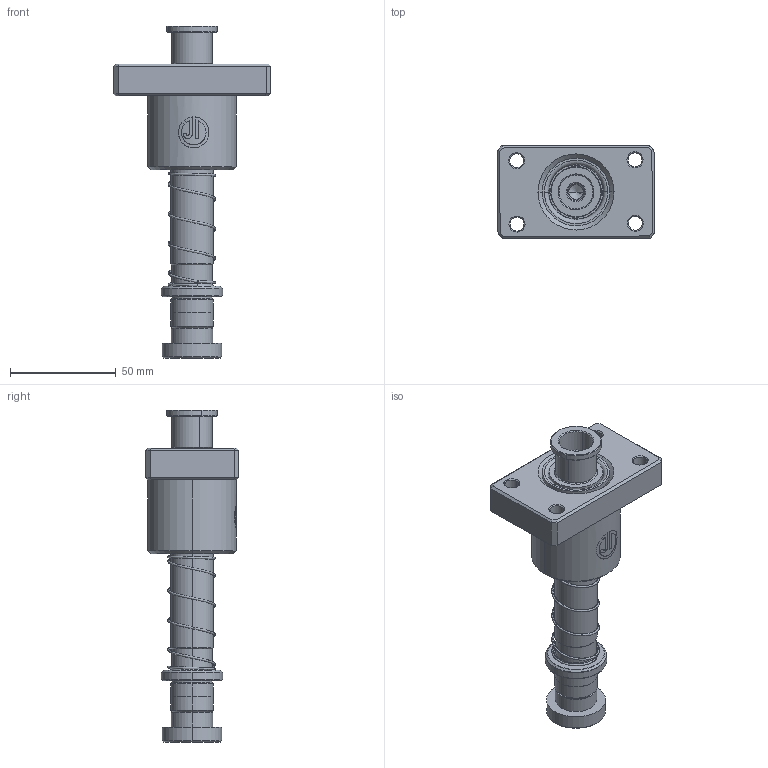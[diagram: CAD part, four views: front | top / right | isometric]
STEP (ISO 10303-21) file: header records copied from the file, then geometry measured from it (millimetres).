
FILE_DESCRIPTION (( 'STEP AP214' ), '1' );
FILE_NAME ('FRKS FRKJ-D20-L110(BL-50).STEP', '2021-09-13T05:46:20', ( '' ), ( '' ), 'SwSTEP 2.0', 'SolidWorks 2016', '' );
FILE_SCHEMA (( 'AUTOMOTIVE_DESIGN' ));
Length unit declared in the file: millimetre
Products named in the file (185): BALL-D3; TRPK-D20-L110; FRKS FRKJ-D20-L110(BL-50); GTK-D24-d19; HWP-D22.5-d20.5-L50; TRPK蹟簽D20; SAB-20; BSH-D25.5-20.5-50郪蚾; BSH25.5-20.5-L50; SAB-20-1
Assembly tree (177 placements, depth 3):
  BALL-D3
  BALL-D3
  BALL-D3
  BALL-D3
  BALL-D3
Bounding box: 74.24 x 44.43 x 157 mm (x, y, z)
Volume: 121831.7 mm3; surface area: 60627.1 mm2
Topology: 172 solids, 172 shells, 868 faces, 3473 edges, 2290 vertices
Faces by surface type: sphere 660, cone 60, cylinder 60, plane 58, torus 16, bspline 14
Entity records: 35108 total; most frequent: CARTESIAN_POINT 18149, ORIENTED_EDGE 2968, DIRECTION 2716, EDGE_CURVE 1484, AXIS2_PLACEMENT_3D 1256, VERTEX_POINT 958, EDGE_LOOP 886, B_SPLINE_CURVE_WITH_KNOTS 737
